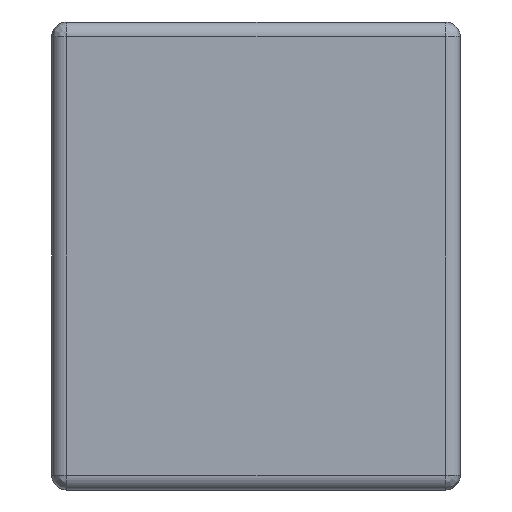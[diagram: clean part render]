
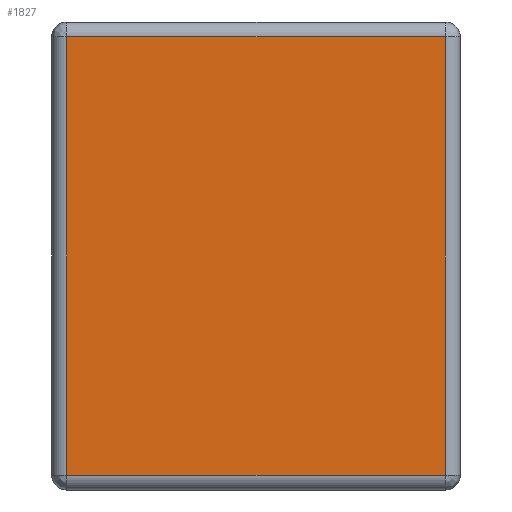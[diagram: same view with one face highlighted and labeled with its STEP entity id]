
A CAD part, left-side view. The second image highlights one B-rep face of the part: STEP entity #1827.
In plain terms, the highlighted planar face has unit normal (-1, 0, 0).
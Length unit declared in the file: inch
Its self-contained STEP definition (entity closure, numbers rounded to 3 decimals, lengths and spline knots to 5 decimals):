
#22 = DIRECTION ( 'NONE',  ( 1., 0., 0. ) ) ;
#52 = VERTEX_POINT ( 'NONE', #205 ) ;
#76 = EDGE_CURVE ( 'NONE', #52, #359, #1719, .T. ) ;
#205 = CARTESIAN_POINT ( 'NONE',  ( -0.063, 0.0255, 0.0295 ) ) ;
#359 = VERTEX_POINT ( 'NONE', #692 ) ;
#376 = VERTEX_POINT ( 'NONE', #1021 ) ;
#440 = EDGE_LOOP ( 'NONE', ( #949, #1049, #1506, #1761 ) ) ;
#486 = PLANE ( 'NONE',  #1320 ) ;
#522 = FACE_OUTER_BOUND ( 'NONE', #440, .T. ) ;
#527 = CARTESIAN_POINT ( 'NONE',  ( -0.063, 0.0275, 0.0295 ) ) ;
#669 = EDGE_CURVE ( 'NONE', #359, #1334, #937, .T. ) ;
#692 = CARTESIAN_POINT ( 'NONE',  ( -0.063, -0.0255, 0.0295 ) ) ;
#739 = VECTOR ( 'NONE', #1591, 39.37008 ) ;
#819 = VECTOR ( 'NONE', #1554, 39.37008 ) ;
#869 = CARTESIAN_POINT ( 'NONE',  ( -0.063, -0.0255, -0.0295 ) ) ;
#937 = LINE ( 'NONE', #1448, #739 ) ;
#949 = ORIENTED_EDGE ( 'NONE', *, *, #1053, .F. ) ;
#951 = EDGE_CURVE ( 'NONE', #376, #52, #964, .T. ) ;
#964 = LINE ( 'NONE', #2026, #819 ) ;
#969 = CARTESIAN_POINT ( 'NONE',  ( -0.063, 0.0275, -0.0315 ) ) ;
#1021 = CARTESIAN_POINT ( 'NONE',  ( -0.063, 0.0255, -0.0295 ) ) ;
#1049 = ORIENTED_EDGE ( 'NONE', *, *, #669, .F. ) ;
#1053 = EDGE_CURVE ( 'NONE', #1334, #376, #1419, .T. ) ;
#1117 = DIRECTION ( 'NONE',  ( 0., 0., -1. ) ) ;
#1239 = VECTOR ( 'NONE', #1294, 39.37008 ) ;
#1288 = CARTESIAN_POINT ( 'NONE',  ( -0.063, 0.0275, -0.0295 ) ) ;
#1294 = DIRECTION ( 'NONE',  ( 0., 1., 0. ) ) ;
#1320 = AXIS2_PLACEMENT_3D ( 'NONE', #969, #22, #1117 ) ;
#1334 = VERTEX_POINT ( 'NONE', #869 ) ;
#1419 = LINE ( 'NONE', #1288, #1239 ) ;
#1448 = CARTESIAN_POINT ( 'NONE',  ( -0.063, -0.0255, -0.0315 ) ) ;
#1506 = ORIENTED_EDGE ( 'NONE', *, *, #76, .F. ) ;
#1554 = DIRECTION ( 'NONE',  ( 0., 0., 1. ) ) ;
#1591 = DIRECTION ( 'NONE',  ( 0., 0., -1. ) ) ;
#1633 = DIRECTION ( 'NONE',  ( 0., -1., 0. ) ) ;
#1719 = LINE ( 'NONE', #527, #1899 ) ;
#1761 = ORIENTED_EDGE ( 'NONE', *, *, #951, .F. ) ;
#1827 = ADVANCED_FACE ( 'NONE', ( #522 ), #486, .F. ) ;
#1899 = VECTOR ( 'NONE', #1633, 39.37008 ) ;
#2026 = CARTESIAN_POINT ( 'NONE',  ( -0.063, 0.0255, -0.0315 ) ) ;
